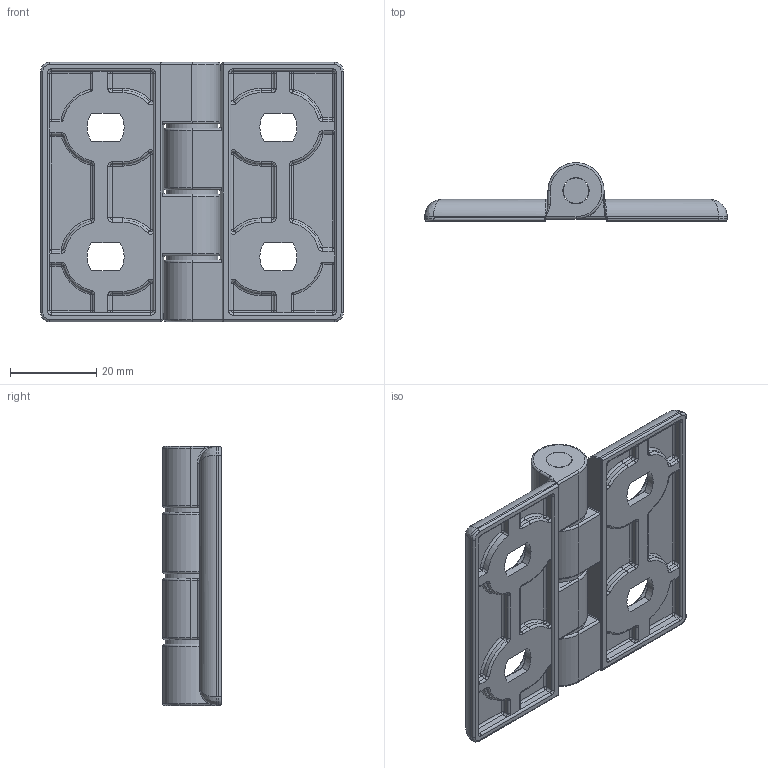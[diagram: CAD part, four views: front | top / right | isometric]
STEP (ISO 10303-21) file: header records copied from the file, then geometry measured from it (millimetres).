
FILE_DESCRIPTION(/* description */ (''),/* implementation_level */ '2;1');
FILE_NAME(/* name */ 'HCL6070.stp',/* time_stamp */ '2025-01-09T15:57:22+09:00',/* author */ ('user'),/* organization */ (''),/* preprocessor_version */ 'ST-DEVELOPER v15.6',/* originating_system */ 'Autodesk Inventor 2015',/* authorisation */ '');
FILE_SCHEMA (('AUTOMOTIVE_DESIGN { 1 0 10303 214 3 1 1 }'));
Length unit declared in the file: millimetre
Products named in the file (4): 70; 핀; 와샤; HCL6070
Bounding box: 70 x 13.5 x 60 mm (x, y, z)
Volume: 18903 mm3; surface area: 14945.3 mm2
Topology: 6 solids, 6 shells, 579 faces, 1329 edges, 712 vertices
Faces by surface type: cylinder 257, torus 128, plane 120, sphere 56, bspline 18
Full cylindrical faces by diameter (mm): 5.9 x1, 6.1 x7, 12 x3
Entity records: 8752 total; most frequent: CARTESIAN_POINT 2233, DIRECTION 1488, ORIENTED_EDGE 1260, EDGE_CURVE 630, AXIS2_PLACEMENT_3D 615, VERTEX_POINT 355, CIRCLE 325, EDGE_LOOP 307
